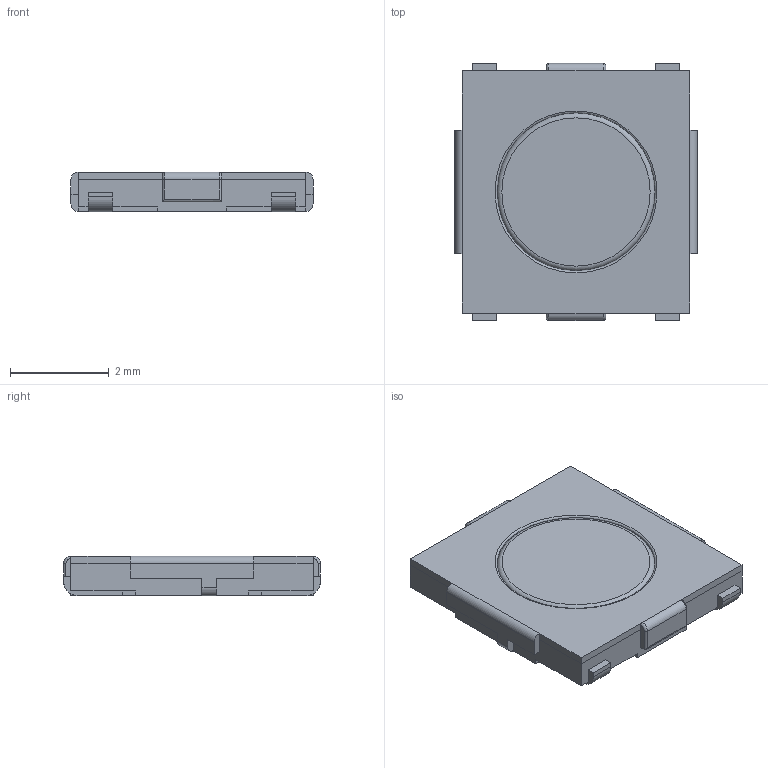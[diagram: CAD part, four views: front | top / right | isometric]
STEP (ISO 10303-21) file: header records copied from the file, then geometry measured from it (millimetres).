
FILE_DESCRIPTION(/* description */ ('model of SW_SPST_Panasonic_EVQPL_3PL_5PL_PT_A08'),/* implementation_level */ '2;1');
FILE_NAME(/* name */ 'SW_SPST_Panasonic_EVQPL_3PL_5PL_PT_A08.step',/* time_stamp */ '2020-10-28T17:47:15',/* author */ ('kicad StepUp','ksu'),/* organization */ ('FreeCAD'),/* preprocessor_version */ 'OCC',/* originating_system */ 'kicad StepUp',/* authorisation */ '');
FILE_SCHEMA(('AUTOMOTIVE_DESIGN { 1 0 10303 214 1 1 1 1 }'));
Length unit declared in the file: millimetre
Products named in the file (1): SW_SPST_Panasonic_EVQPL_3PL_5PL_PT_A08
Bounding box: 4.9 x 5.2 x 0.8 mm (x, y, z)
Volume: 18 mm3; surface area: 67.3 mm2
Topology: 1 solids, 2 shells, 105 faces, 290 edges, 191 vertices
Faces by surface type: plane 76, cylinder 22, torus 7
Full cylindrical faces by diameter (mm): 3.2 x2
Entity records: 4070 total; most frequent: CARTESIAN_POINT 587, ORIENTED_EDGE 580, DIRECTION 552, EDGE_CURVE 290, LINE 240, VECTOR 240, VERTEX_POINT 191, AXIS2_PLACEMENT_3D 156
